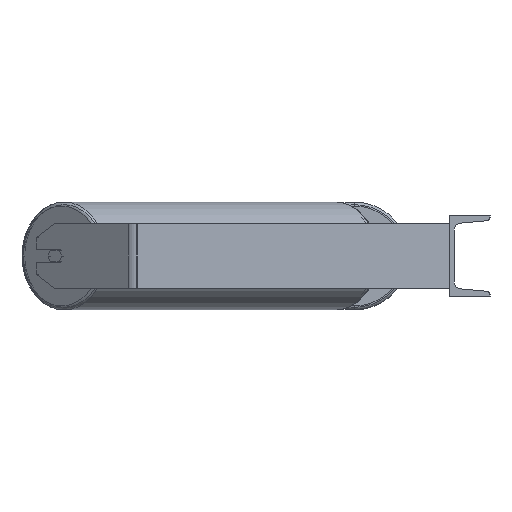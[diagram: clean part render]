
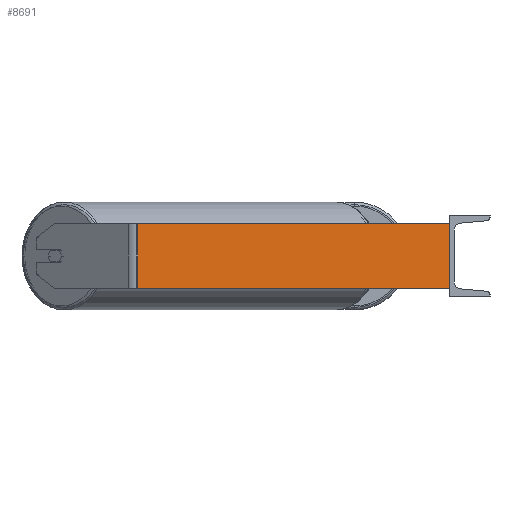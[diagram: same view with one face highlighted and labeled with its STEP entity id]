
A CAD part, left-side view. The second image highlights one B-rep face of the part: STEP entity #8691.
In plain terms, the highlighted planar face has unit normal (-0.996, -0.087, 0).
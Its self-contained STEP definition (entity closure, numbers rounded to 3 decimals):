
#126 = ORIENTED_EDGE ( 'NONE', *, *, #8082, .T. ) ;
#342 = ORIENTED_EDGE ( 'NONE', *, *, #6923, .T. ) ;
#370 = DIRECTION ( 'NONE',  ( 0.996, 0.087, 0. ) ) ;
#557 = VERTEX_POINT ( 'NONE', #822 ) ;
#586 = CARTESIAN_POINT ( 'NONE',  ( -818.629, 384.385, 40. ) ) ;
#822 = CARTESIAN_POINT ( 'NONE',  ( -818.629, 384.385, -40. ) ) ;
#1181 = AXIS2_PLACEMENT_3D ( 'NONE', #6675, #370, #2477 ) ;
#1323 = VECTOR ( 'NONE', #7707, 1000. ) ;
#1793 = CARTESIAN_POINT ( 'NONE',  ( -785., 0., 40. ) ) ;
#2056 = CARTESIAN_POINT ( 'NONE',  ( -785., 0., -40. ) ) ;
#2278 = DIRECTION ( 'NONE',  ( 0.087, -0.996, 0. ) ) ;
#2477 = DIRECTION ( 'NONE',  ( -0.087, 0.996, 0. ) ) ;
#2545 = CARTESIAN_POINT ( 'NONE',  ( -819.207, 390.987, 40. ) ) ;
#2697 = ORIENTED_EDGE ( 'NONE', *, *, #5758, .F. ) ;
#2842 = CARTESIAN_POINT ( 'NONE',  ( -785., 0., 40. ) ) ;
#3162 = FACE_OUTER_BOUND ( 'NONE', #7127, .T. ) ;
#3525 = LINE ( 'NONE', #2842, #6895 ) ;
#3779 = PLANE ( 'NONE',  #1181 ) ;
#4381 = VECTOR ( 'NONE', #5312, 1000. ) ;
#5058 = ORIENTED_EDGE ( 'NONE', *, *, #9108, .F. ) ;
#5312 = DIRECTION ( 'NONE',  ( 0., 0., -1. ) ) ;
#5612 = LINE ( 'NONE', #8808, #4381 ) ;
#5758 = EDGE_CURVE ( 'NONE', #8400, #7912, #6116, .T. ) ;
#6116 = LINE ( 'NONE', #2545, #6422 ) ;
#6422 = VECTOR ( 'NONE', #2278, 1000. ) ;
#6675 = CARTESIAN_POINT ( 'NONE',  ( -819.207, 390.987, 40. ) ) ;
#6895 = VECTOR ( 'NONE', #9113, 1000. ) ;
#6923 = EDGE_CURVE ( 'NONE', #557, #7804, #8382, .T. ) ;
#7127 = EDGE_LOOP ( 'NONE', ( #342, #5058, #2697, #126 ) ) ;
#7707 = DIRECTION ( 'NONE',  ( 0.087, -0.996, 0. ) ) ;
#7804 = VERTEX_POINT ( 'NONE', #2056 ) ;
#7912 = VERTEX_POINT ( 'NONE', #1793 ) ;
#8082 = EDGE_CURVE ( 'NONE', #8400, #557, #5612, .T. ) ;
#8382 = LINE ( 'NONE', #9071, #1323 ) ;
#8400 = VERTEX_POINT ( 'NONE', #586 ) ;
#8691 = ADVANCED_FACE ( 'NONE', ( #3162 ), #3779, .F. ) ;
#8808 = CARTESIAN_POINT ( 'NONE',  ( -818.629, 384.385, 40. ) ) ;
#9071 = CARTESIAN_POINT ( 'NONE',  ( -819.207, 390.987, -40. ) ) ;
#9108 = EDGE_CURVE ( 'NONE', #7912, #7804, #3525, .T. ) ;
#9113 = DIRECTION ( 'NONE',  ( 0., 0., -1. ) ) ;
